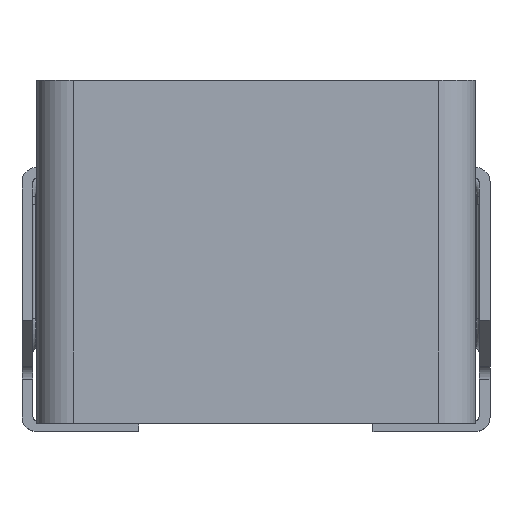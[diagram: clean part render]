
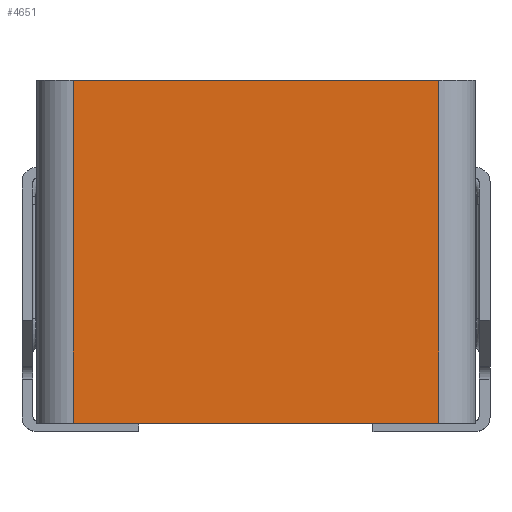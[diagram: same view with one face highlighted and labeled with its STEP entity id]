
A CAD part, top view. The second image highlights one B-rep face of the part: STEP entity #4651.
In plain terms, the highlighted planar face has unit normal (0, 0, 1).
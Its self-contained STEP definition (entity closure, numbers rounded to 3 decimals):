
#4 = CARTESIAN_POINT ( 'NONE',  ( -2.5, 1.19, 3. ) ) ;
#250 = DIRECTION ( 'NONE',  ( 0., 0., 1. ) ) ;
#351 = CARTESIAN_POINT ( 'NONE',  ( 2.5, -3.5, 3. ) ) ;
#411 = ORIENTED_EDGE ( 'NONE', *, *, #668, .F. ) ;
#581 = VECTOR ( 'NONE', #4596, 1000. ) ;
#586 = VERTEX_POINT ( 'NONE', #2524 ) ;
#668 = EDGE_CURVE ( 'NONE', #6421, #2649, #2297, .T. ) ;
#762 = LINE ( 'NONE', #5725, #6124 ) ;
#833 = LINE ( 'NONE', #351, #940 ) ;
#940 = VECTOR ( 'NONE', #8105, 1000. ) ;
#1067 = ORIENTED_EDGE ( 'NONE', *, *, #4015, .F. ) ;
#1231 = PLANE ( 'NONE',  #5564 ) ;
#1372 = CARTESIAN_POINT ( 'NONE',  ( 2.5, 1.19, 3. ) ) ;
#1516 = CARTESIAN_POINT ( 'NONE',  ( 2.5, 1.19, 3. ) ) ;
#2297 = LINE ( 'NONE', #1372, #581 ) ;
#2524 = CARTESIAN_POINT ( 'NONE',  ( -2.5, -3.5, 3. ) ) ;
#2649 = VERTEX_POINT ( 'NONE', #1516 ) ;
#2705 = VERTEX_POINT ( 'NONE', #7348 ) ;
#3668 = VECTOR ( 'NONE', #5895, 1000. ) ;
#3699 = EDGE_CURVE ( 'NONE', #2705, #2649, #762, .T. ) ;
#4015 = EDGE_CURVE ( 'NONE', #586, #6421, #5382, .T. ) ;
#4427 = ORIENTED_EDGE ( 'NONE', *, *, #3699, .T. ) ;
#4596 = DIRECTION ( 'NONE',  ( 1., 0., 0. ) ) ;
#4651 = ADVANCED_FACE ( 'NONE', ( #8171 ), #1231, .T. ) ;
#4809 = DIRECTION ( 'NONE',  ( 1., 0., 0. ) ) ;
#4852 = EDGE_CURVE ( 'NONE', #586, #2705, #833, .T. ) ;
#5112 = DIRECTION ( 'NONE',  ( 0., 1., 0. ) ) ;
#5382 = LINE ( 'NONE', #5832, #3668 ) ;
#5564 = AXIS2_PLACEMENT_3D ( 'NONE', #6665, #250, #4809 ) ;
#5725 = CARTESIAN_POINT ( 'NONE',  ( 2.5, -3.5, 3. ) ) ;
#5832 = CARTESIAN_POINT ( 'NONE',  ( -2.5, -3.5, 3. ) ) ;
#5895 = DIRECTION ( 'NONE',  ( 0., 1., 0. ) ) ;
#6124 = VECTOR ( 'NONE', #5112, 1000. ) ;
#6421 = VERTEX_POINT ( 'NONE', #4 ) ;
#6665 = CARTESIAN_POINT ( 'NONE',  ( 2.5, -3.5, 3. ) ) ;
#6999 = EDGE_LOOP ( 'NONE', ( #4427, #411, #1067, #7928 ) ) ;
#7348 = CARTESIAN_POINT ( 'NONE',  ( 2.5, -3.5, 3. ) ) ;
#7928 = ORIENTED_EDGE ( 'NONE', *, *, #4852, .T. ) ;
#8105 = DIRECTION ( 'NONE',  ( 1., 0., 0. ) ) ;
#8171 = FACE_OUTER_BOUND ( 'NONE', #6999, .T. ) ;
